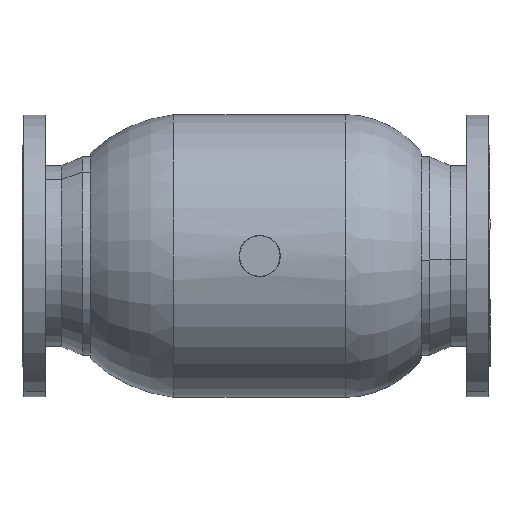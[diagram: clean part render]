
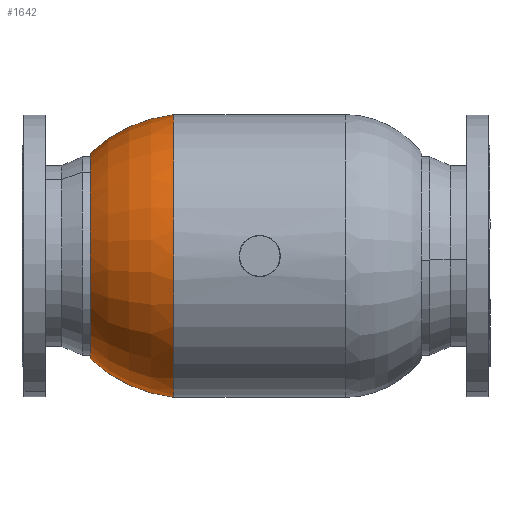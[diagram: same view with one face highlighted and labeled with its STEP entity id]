
A CAD part, front view. The second image highlights one B-rep face of the part: STEP entity #1642.
In plain terms, the highlighted toroidal (fillet/blend) face has major radius 6.815 mm and minor radius 221.204 mm.
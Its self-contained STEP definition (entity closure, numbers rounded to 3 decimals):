
#82 = VERTEX_POINT ( 'NONE', #1246 ) ;
#277 = EDGE_CURVE ( 'NONE', #3696, #2996, #554, .T. ) ;
#286 = DIRECTION ( 'NONE',  ( 0., 0., 1. ) ) ;
#438 = AXIS2_PLACEMENT_3D ( 'NONE', #2778, #4570, #5109 ) ;
#554 = CIRCLE ( 'NONE', #438, 221.204 ) ;
#896 = TOROIDAL_SURFACE ( 'NONE', #2860, -6.815, 221.204 ) ;
#1046 = ORIENTED_EDGE ( 'NONE', *, *, #6878, .T. ) ;
#1146 = AXIS2_PLACEMENT_3D ( 'NONE', #4907, #5997, #1881 ) ;
#1246 = CARTESIAN_POINT ( 'NONE',  ( -255.535, 0., 155. ) ) ;
#1589 = EDGE_LOOP ( 'NONE', ( #1950, #5016, #1046, #3669 ) ) ;
#1642 = ADVANCED_FACE ( 'NONE', ( #4919 ), #896, .T. ) ;
#1730 = CARTESIAN_POINT ( 'NONE',  ( -129.465, 0., 0. ) ) ;
#1881 = DIRECTION ( 'NONE',  ( 0., 0., -1. ) ) ;
#1913 = CIRCLE ( 'NONE', #1146, 221.204 ) ;
#1950 = ORIENTED_EDGE ( 'NONE', *, *, #277, .F. ) ;
#2756 = DIRECTION ( 'NONE',  ( -1., 0., 0. ) ) ;
#2778 = CARTESIAN_POINT ( 'NONE',  ( -104.713, 0., 6.815 ) ) ;
#2860 = AXIS2_PLACEMENT_3D ( 'NONE', #5764, #5177, #286 ) ;
#2996 = VERTEX_POINT ( 'NONE', #6839 ) ;
#3015 = DIRECTION ( 'NONE',  ( 0., 0., 1. ) ) ;
#3284 = CARTESIAN_POINT ( 'NONE',  ( -129.465, 0., -213. ) ) ;
#3669 = ORIENTED_EDGE ( 'NONE', *, *, #3886, .F. ) ;
#3696 = VERTEX_POINT ( 'NONE', #3284 ) ;
#3886 = EDGE_CURVE ( 'NONE', #2996, #82, #7202, .T. ) ;
#4157 = VERTEX_POINT ( 'NONE', #4814 ) ;
#4503 = EDGE_CURVE ( 'NONE', #3696, #4157, #5938, .T. ) ;
#4570 = DIRECTION ( 'NONE',  ( 0., 1., 0. ) ) ;
#4764 = DIRECTION ( 'NONE',  ( -1., 0., 0. ) ) ;
#4814 = CARTESIAN_POINT ( 'NONE',  ( -129.465, 0., 213. ) ) ;
#4907 = CARTESIAN_POINT ( 'NONE',  ( -104.713, 0., -6.815 ) ) ;
#4919 = FACE_OUTER_BOUND ( 'NONE', #1589, .T. ) ;
#5016 = ORIENTED_EDGE ( 'NONE', *, *, #4503, .T. ) ;
#5109 = DIRECTION ( 'NONE',  ( 0., 0., 1. ) ) ;
#5117 = CARTESIAN_POINT ( 'NONE',  ( -255.535, 0., 0. ) ) ;
#5153 = DIRECTION ( 'NONE',  ( 0., 0., 1. ) ) ;
#5177 = DIRECTION ( 'NONE',  ( -1., 0., 0. ) ) ;
#5191 = AXIS2_PLACEMENT_3D ( 'NONE', #1730, #4764, #3015 ) ;
#5764 = CARTESIAN_POINT ( 'NONE',  ( -104.713, 0., 0. ) ) ;
#5938 = CIRCLE ( 'NONE', #5191, 213. ) ;
#5997 = DIRECTION ( 'NONE',  ( 0., -1., 0. ) ) ;
#6576 = AXIS2_PLACEMENT_3D ( 'NONE', #5117, #2756, #5153 ) ;
#6839 = CARTESIAN_POINT ( 'NONE',  ( -255.535, 0., -155. ) ) ;
#6878 = EDGE_CURVE ( 'NONE', #4157, #82, #1913, .T. ) ;
#7202 = CIRCLE ( 'NONE', #6576, 155. ) ;
